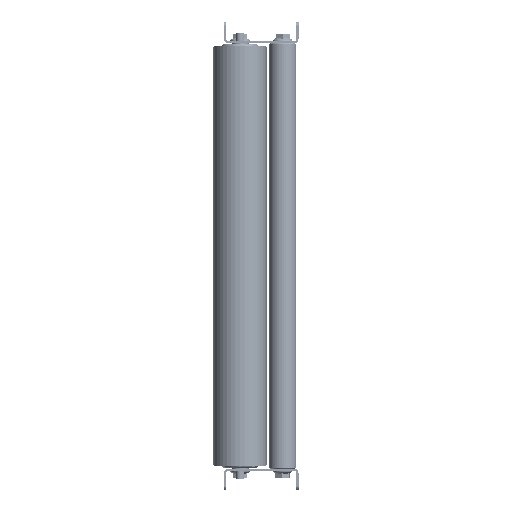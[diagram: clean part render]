
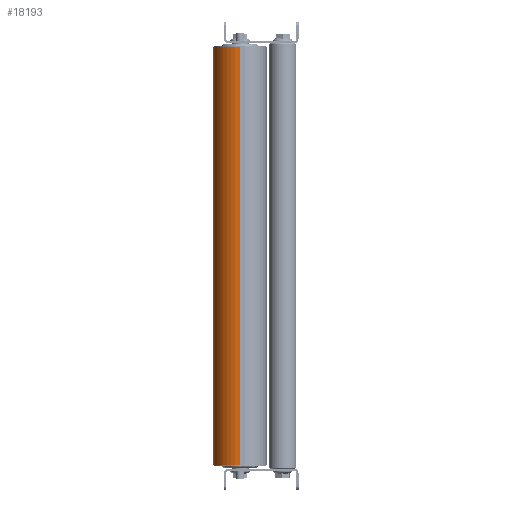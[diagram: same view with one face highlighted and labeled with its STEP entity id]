
A CAD part, left-side view. The second image highlights one B-rep face of the part: STEP entity #18193.
In plain terms, the highlighted cylindrical face has radius 25 mm (diameter 50 mm), a partial arc.
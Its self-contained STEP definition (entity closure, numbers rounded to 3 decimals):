
#890 = LINE ( 'NONE', #24754, #36622 ) ;
#1214 = ORIENTED_EDGE ( 'NONE', *, *, #20079, .T. ) ;
#5490 = DIRECTION ( 'NONE',  ( 1., 0., 0. ) ) ;
#6669 = VERTEX_POINT ( 'NONE', #7456 ) ;
#7456 = CARTESIAN_POINT ( 'NONE',  ( 392.6, 0., 25. ) ) ;
#9254 = DIRECTION ( 'NONE',  ( 1., 0., 0. ) ) ;
#10211 = AXIS2_PLACEMENT_3D ( 'NONE', #30673, #27539, #15544 ) ;
#11439 = ORIENTED_EDGE ( 'NONE', *, *, #34116, .F. ) ;
#14594 = CIRCLE ( 'NONE', #46302, 25. ) ;
#15544 = DIRECTION ( 'NONE',  ( 0., 0., 1. ) ) ;
#18193 = ADVANCED_FACE ( 'Fl�che1', ( #34603 ), #42457, .T. ) ;
#20079 = EDGE_CURVE ( 'NONE', #33669, #33821, #33131, .T. ) ;
#20992 = ORIENTED_EDGE ( 'NONE', *, *, #42431, .F. ) ;
#21494 = DIRECTION ( 'NONE',  ( 0., 0., -1. ) ) ;
#24754 = CARTESIAN_POINT ( 'NONE',  ( 392.6, 0., 25. ) ) ;
#25412 = CARTESIAN_POINT ( 'NONE',  ( 0., 0., 0. ) ) ;
#26856 = VERTEX_POINT ( 'NONE', #46677 ) ;
#27261 = EDGE_LOOP ( 'NONE', ( #11439, #1214, #50838, #20992 ) ) ;
#27539 = DIRECTION ( 'NONE',  ( -1., 0., 0. ) ) ;
#30673 = CARTESIAN_POINT ( 'NONE',  ( 392.6, 0., 0. ) ) ;
#33131 = LINE ( 'NONE', #42269, #47953 ) ;
#33640 = DIRECTION ( 'NONE',  ( -1., 0., 0. ) ) ;
#33669 = VERTEX_POINT ( 'NONE', #36558 ) ;
#33821 = VERTEX_POINT ( 'NONE', #45949 ) ;
#34116 = EDGE_CURVE ( 'NONE', #33669, #6669, #35319, .T. ) ;
#34436 = AXIS2_PLACEMENT_3D ( 'NONE', #41191, #9254, #41449 ) ;
#34603 = FACE_OUTER_BOUND ( 'NONE', #27261, .T. ) ;
#35254 = EDGE_CURVE ( 'NONE', #33821, #26856, #14594, .T. ) ;
#35319 = CIRCLE ( 'NONE', #34436, 25. ) ;
#36558 = CARTESIAN_POINT ( 'NONE',  ( 392.6, 0., -25. ) ) ;
#36622 = VECTOR ( 'NONE', #49048, 1000. ) ;
#41191 = CARTESIAN_POINT ( 'NONE',  ( 392.6, 0., 0. ) ) ;
#41449 = DIRECTION ( 'NONE',  ( 0., 0., -1. ) ) ;
#42269 = CARTESIAN_POINT ( 'NONE',  ( 392.6, 0., -25. ) ) ;
#42431 = EDGE_CURVE ( 'NONE', #6669, #26856, #890, .T. ) ;
#42457 = CYLINDRICAL_SURFACE ( 'NONE', #10211, 25. ) ;
#45949 = CARTESIAN_POINT ( 'NONE',  ( 0., 0., -25. ) ) ;
#46302 = AXIS2_PLACEMENT_3D ( 'NONE', #25412, #5490, #21494 ) ;
#46677 = CARTESIAN_POINT ( 'NONE',  ( 0., 0., 25. ) ) ;
#47953 = VECTOR ( 'NONE', #33640, 1000. ) ;
#49048 = DIRECTION ( 'NONE',  ( -1., 0., 0. ) ) ;
#50838 = ORIENTED_EDGE ( 'NONE', *, *, #35254, .T. ) ;
